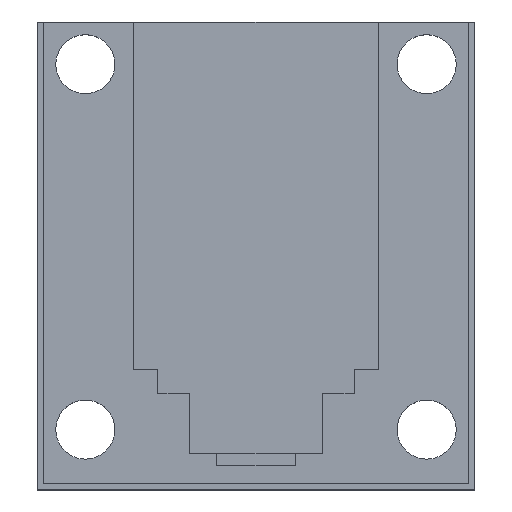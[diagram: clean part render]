
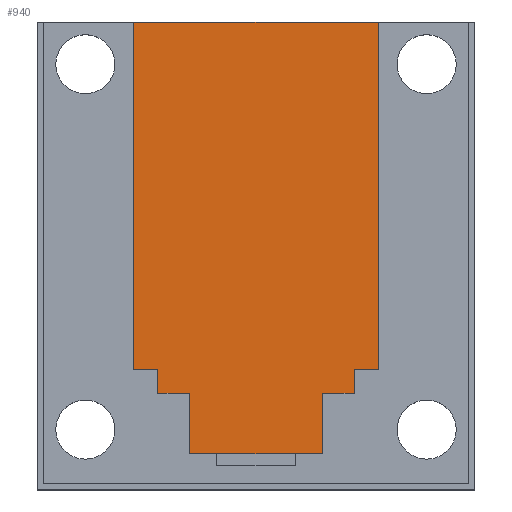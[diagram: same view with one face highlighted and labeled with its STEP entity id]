
A CAD part, top view. The second image highlights one B-rep face of the part: STEP entity #940.
In plain terms, the highlighted planar face has unit normal (0, 0, 1).
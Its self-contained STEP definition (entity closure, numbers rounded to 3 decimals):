
#22 = VERTEX_POINT('',#23);
#23 = CARTESIAN_POINT('',(-8.15,-15.4,1.1));
#31 = EDGE_CURVE('',#22,#32,#34,.T.);
#32 = VERTEX_POINT('',#33);
#33 = CARTESIAN_POINT('',(-5.5,-15.4,1.1));
#34 = LINE('',#35,#36);
#35 = CARTESIAN_POINT('',(-10.15,-15.4,1.1));
#36 = VECTOR('',#37,1.);
#37 = DIRECTION('',(1.,0.,0.));
#61 = EDGE_CURVE('',#62,#32,#64,.T.);
#62 = VERTEX_POINT('',#63);
#63 = CARTESIAN_POINT('',(-5.5,-20.4,1.1));
#64 = LINE('',#65,#66);
#65 = CARTESIAN_POINT('',(-5.5,-20.4,1.1));
#66 = VECTOR('',#67,1.);
#67 = DIRECTION('',(0.,1.,0.));
#92 = EDGE_CURVE('',#93,#22,#95,.T.);
#93 = VERTEX_POINT('',#94);
#94 = CARTESIAN_POINT('',(-8.15,-13.4,1.1));
#95 = LINE('',#96,#97);
#96 = CARTESIAN_POINT('',(-8.15,-13.4,1.1));
#97 = VECTOR('',#98,1.);
#98 = DIRECTION('',(0.,-1.,0.));
#166 = VERTEX_POINT('',#167);
#167 = CARTESIAN_POINT('',(10.15,15.4,1.1));
#173 = EDGE_CURVE('',#166,#174,#176,.T.);
#174 = VERTEX_POINT('',#175);
#175 = CARTESIAN_POINT('',(-10.15,15.4,1.1));
#176 = LINE('',#177,#178);
#177 = CARTESIAN_POINT('',(10.15,15.4,1.1));
#178 = VECTOR('',#179,1.);
#179 = DIRECTION('',(-1.,0.,0.));
#354 = EDGE_CURVE('',#174,#355,#357,.T.);
#355 = VERTEX_POINT('',#356);
#356 = CARTESIAN_POINT('',(-10.15,-13.4,1.1));
#357 = LINE('',#358,#359);
#358 = CARTESIAN_POINT('',(-10.15,15.4,1.1));
#359 = VECTOR('',#360,1.);
#360 = DIRECTION('',(0.,-1.,0.));
#385 = VERTEX_POINT('',#386);
#386 = CARTESIAN_POINT('',(10.15,-13.4,1.1));
#394 = EDGE_CURVE('',#385,#166,#395,.T.);
#395 = LINE('',#396,#397);
#396 = CARTESIAN_POINT('',(10.15,-15.4,1.1));
#397 = VECTOR('',#398,1.);
#398 = DIRECTION('',(0.,1.,0.));
#456 = EDGE_CURVE('',#355,#93,#457,.T.);
#457 = LINE('',#458,#459);
#458 = CARTESIAN_POINT('',(-10.15,-13.4,1.1));
#459 = VECTOR('',#460,1.);
#460 = DIRECTION('',(1.,0.,0.));
#478 = EDGE_CURVE('',#385,#479,#481,.T.);
#479 = VERTEX_POINT('',#480);
#480 = CARTESIAN_POINT('',(8.15,-13.4,1.1));
#481 = LINE('',#482,#483);
#482 = CARTESIAN_POINT('',(10.15,-13.4,1.1));
#483 = VECTOR('',#484,1.);
#484 = DIRECTION('',(-1.,0.,0.));
#509 = EDGE_CURVE('',#479,#510,#512,.T.);
#510 = VERTEX_POINT('',#511);
#511 = CARTESIAN_POINT('',(8.15,-15.4,1.1));
#512 = LINE('',#513,#514);
#513 = CARTESIAN_POINT('',(8.15,-13.4,1.1));
#514 = VECTOR('',#515,1.);
#515 = DIRECTION('',(0.,-1.,0.));
#550 = VERTEX_POINT('',#551);
#551 = CARTESIAN_POINT('',(5.5,-15.4,1.1));
#557 = EDGE_CURVE('',#550,#510,#558,.T.);
#558 = LINE('',#559,#560);
#559 = CARTESIAN_POINT('',(-10.15,-15.4,1.1));
#560 = VECTOR('',#561,1.);
#561 = DIRECTION('',(1.,0.,0.));
#571 = EDGE_CURVE('',#550,#572,#574,.T.);
#572 = VERTEX_POINT('',#573);
#573 = CARTESIAN_POINT('',(5.5,-20.4,1.1));
#574 = LINE('',#575,#576);
#575 = CARTESIAN_POINT('',(5.5,-10.4,1.1));
#576 = VECTOR('',#577,1.);
#577 = DIRECTION('',(0.,-1.,0.));
#940 = ADVANCED_FACE('',(#941),#960,.T.);
#941 = FACE_BOUND('',#942,.T.);
#942 = EDGE_LOOP('',(#943,#944,#945,#946,#947,#948,#949,#955,#956,#957,
    #958,#959));
#943 = ORIENTED_EDGE('',*,*,#173,.T.);
#944 = ORIENTED_EDGE('',*,*,#354,.T.);
#945 = ORIENTED_EDGE('',*,*,#456,.T.);
#946 = ORIENTED_EDGE('',*,*,#92,.T.);
#947 = ORIENTED_EDGE('',*,*,#31,.T.);
#948 = ORIENTED_EDGE('',*,*,#61,.F.);
#949 = ORIENTED_EDGE('',*,*,#950,.F.);
#950 = EDGE_CURVE('',#572,#62,#951,.T.);
#951 = LINE('',#952,#953);
#952 = CARTESIAN_POINT('',(5.5,-20.4,1.1));
#953 = VECTOR('',#954,1.);
#954 = DIRECTION('',(-1.,0.,0.));
#955 = ORIENTED_EDGE('',*,*,#571,.F.);
#956 = ORIENTED_EDGE('',*,*,#557,.T.);
#957 = ORIENTED_EDGE('',*,*,#509,.F.);
#958 = ORIENTED_EDGE('',*,*,#478,.F.);
#959 = ORIENTED_EDGE('',*,*,#394,.T.);
#960 = PLANE('',#961);
#961 = AXIS2_PLACEMENT_3D('',#962,#963,#964);
#962 = CARTESIAN_POINT('',(0.,-2.014,1.1));
#963 = DIRECTION('',(0.,0.,1.));
#964 = DIRECTION('',(1.,0.,-0.));
